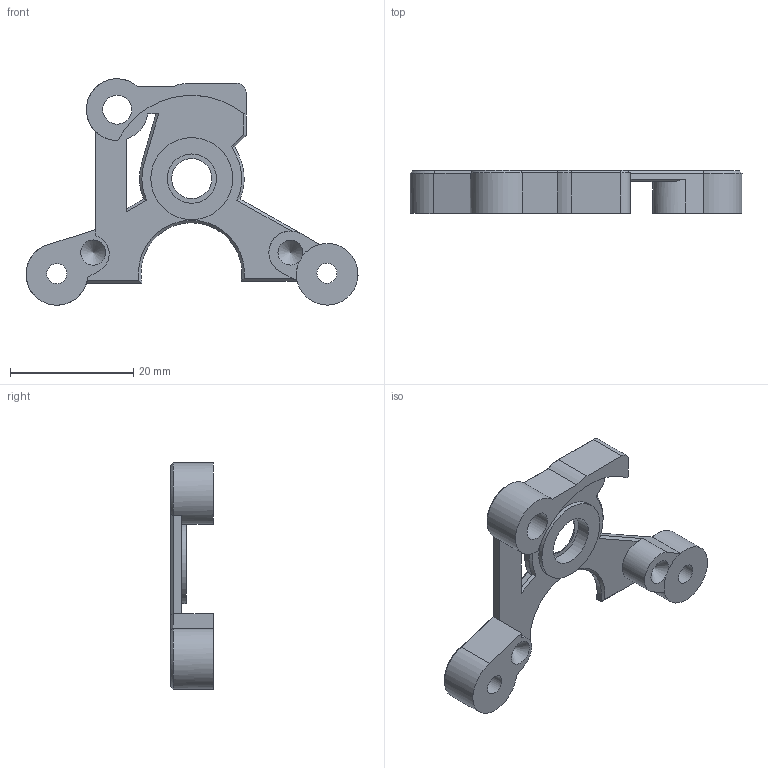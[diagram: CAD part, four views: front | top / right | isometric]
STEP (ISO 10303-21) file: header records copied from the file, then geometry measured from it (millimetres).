
FILE_DESCRIPTION(/* description */ ('STEP AP242','CAx-IF Rec.Pracs.---Representation and Presentation of Product Manufacturing Information (PMI)---4.0---2014-10-13','CAx-IF Rec.Pracs.---3D Tessellated Geometry---0.4---2014-09-14','2;1'),/* implementation_level */ '2;1');
FILE_NAME(/* name */ '6335a6949236824bc2ee4d1e',/* time_stamp */ '2022-09-29T14:07:16+00:00',/* author */ (''),/* organization */ (''),/* preprocessor_version */ 'ST-DEVELOPER v18.102',/* originating_system */ ' ',/* authorisation */ ' ');
FILE_SCHEMA (('AP242_MANAGED_MODEL_BASED_3D_ENGINEERING_MIM_LF { 1 0 10303 442 1 1 4 }'));
Length unit declared in the file: metre
Products named in the file (1): Transmission Plate
Bounding box: 53.85 x 6.91 x 36.71 mm (x, y, z)
Volume: 3017.7 mm3; surface area: 3073.1 mm2
Topology: 1 solids, 1 shells, 83 faces, 207 edges, 127 vertices
Faces by surface type: plane 48, cylinder 21, cone 14
Full cylindrical faces by diameter (mm): 3.25 x2, 4.7 x1, 6.5 x1, 8 x1, 13.3 x1
Entity records: 2431 total; most frequent: CARTESIAN_POINT 440, DIRECTION 419, ORIENTED_EDGE 390, EDGE_CURVE 195, AXIS2_PLACEMENT_3D 152, VERTEX_POINT 125, LINE 115, VECTOR 115
